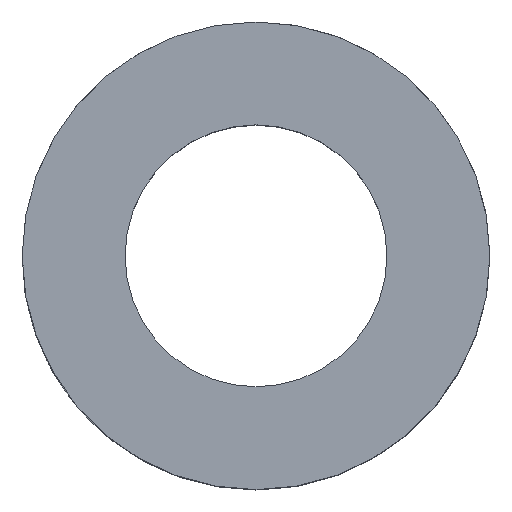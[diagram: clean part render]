
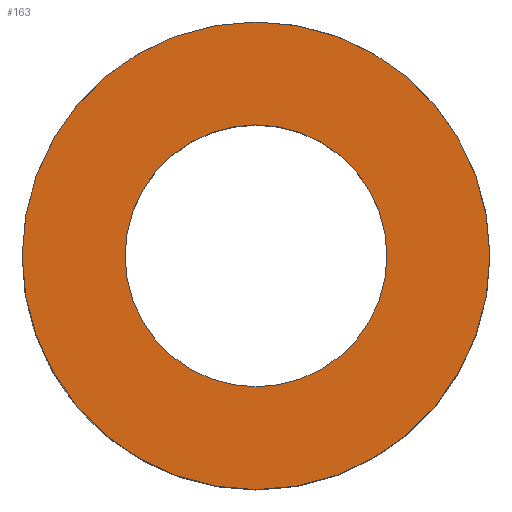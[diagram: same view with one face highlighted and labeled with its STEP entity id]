
A CAD part, top view. The second image highlights one B-rep face of the part: STEP entity #163.
In plain terms, the highlighted planar face has unit normal (0, 0, 1).
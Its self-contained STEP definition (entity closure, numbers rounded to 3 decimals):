
#15=FACE_BOUND('',#54,.T.);
#17=PLANE('',#193);
#43=FACE_OUTER_BOUND('',#53,.T.);
#53=EDGE_LOOP('',(#149));
#54=EDGE_LOOP('',(#150));
#70=CIRCLE('',#188,5.6);
#72=CIRCLE('',#192,10.);
#84=VERTEX_POINT('',#851);
#86=VERTEX_POINT('',#859);
#104=EDGE_CURVE('',#84,#84,#70,.T.);
#107=EDGE_CURVE('',#86,#86,#72,.T.);
#149=ORIENTED_EDGE('',*,*,#107,.T.);
#150=ORIENTED_EDGE('',*,*,#104,.T.);
#163=ADVANCED_FACE('',(#43,#15),#17,.T.);
#188=AXIS2_PLACEMENT_3D('',#853,#217,#218);
#192=AXIS2_PLACEMENT_3D('',#860,#226,#227);
#193=AXIS2_PLACEMENT_3D('',#862,#229,#230);
#217=DIRECTION('center_axis',(0.,0.,-1.));
#218=DIRECTION('ref_axis',(-1.,0.,0.));
#226=DIRECTION('center_axis',(0.,0.,1.));
#227=DIRECTION('ref_axis',(1.,0.,0.));
#229=DIRECTION('center_axis',(0.,0.,1.));
#230=DIRECTION('ref_axis',(1.,0.,0.));
#851=CARTESIAN_POINT('',(5.6,0.,8.));
#853=CARTESIAN_POINT('Origin',(0.,0.,8.));
#859=CARTESIAN_POINT('',(-10.,0.,8.));
#860=CARTESIAN_POINT('Origin',(0.,0.,8.));
#862=CARTESIAN_POINT('Origin',(0.,0.,8.));
